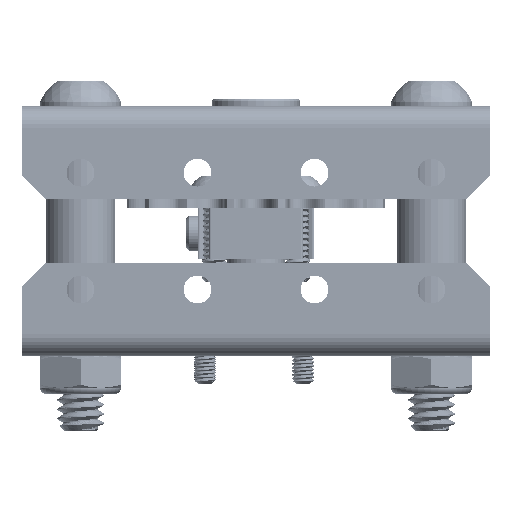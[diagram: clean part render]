
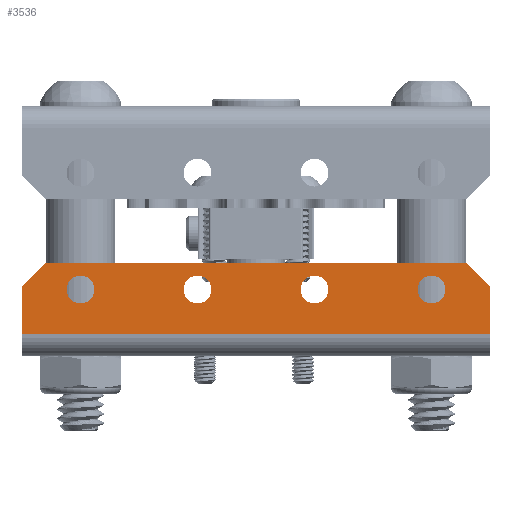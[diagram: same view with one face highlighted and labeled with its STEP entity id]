
A CAD part, front view. The second image highlights one B-rep face of the part: STEP entity #3536.
In plain terms, the highlighted planar face has unit normal (0, -1, 0).
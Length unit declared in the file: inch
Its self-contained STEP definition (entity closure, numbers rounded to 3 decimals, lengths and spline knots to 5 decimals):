
#213 = DIRECTION ( 'NONE',  ( 0., 0., -1. ) ) ;
#549 = ORIENTED_EDGE ( 'NONE', *, *, #25723, .F. ) ;
#919 = AXIS2_PLACEMENT_3D ( 'NONE', #14608, #32806, #17273 ) ;
#1237 = LINE ( 'NONE', #21466, #14861 ) ;
#1870 = DIRECTION ( 'NONE',  ( 0., 0., -1. ) ) ;
#1976 = CIRCLE ( 'NONE', #31332, 0.075 ) ;
#2010 = ORIENTED_EDGE ( 'NONE', *, *, #32114, .F. ) ;
#2107 = VECTOR ( 'NONE', #22648, 39.37008 ) ;
#2289 = ORIENTED_EDGE ( 'NONE', *, *, #7795, .F. ) ;
#2417 = DIRECTION ( 'NONE',  ( 0., -1., 0. ) ) ;
#2485 = EDGE_LOOP ( 'NONE', ( #12026, #549, #3027, #32944, #26068, #2010 ) ) ;
#2784 = FACE_BOUND ( 'NONE', #4206, .T. ) ;
#2857 = AXIS2_PLACEMENT_3D ( 'NONE', #4721, #2417, #1870 ) ;
#2878 = CARTESIAN_POINT ( 'NONE',  ( 2.83465, 0., 0.28484 ) ) ;
#2946 = EDGE_CURVE ( 'NONE', #20651, #26775, #7966, .T. ) ;
#3027 = ORIENTED_EDGE ( 'NONE', *, *, #10098, .F. ) ;
#3353 = CARTESIAN_POINT ( 'NONE',  ( 3.46457, 0., 0.35984 ) ) ;
#3482 = DIRECTION ( 'NONE',  ( 0.707, 0., -0.707 ) ) ;
#3536 = ADVANCED_FACE ( 'NONE', ( #2784, #30176, #23290, #9526, #17268 ), #6304, .F. ) ;
#3792 = CARTESIAN_POINT ( 'NONE',  ( 2.83465, 0., 0.43484 ) ) ;
#3881 = CARTESIAN_POINT ( 'NONE',  ( 1.25984, 0., 0.375 ) ) ;
#3990 = EDGE_CURVE ( 'NONE', #9339, #13669, #5928, .T. ) ;
#4206 = EDGE_LOOP ( 'NONE', ( #6767, #2289 ) ) ;
#4480 = AXIS2_PLACEMENT_3D ( 'NONE', #26747, #31691, #6998 ) ;
#4721 = CARTESIAN_POINT ( 'NONE',  ( 2.20472, 0., 0.35984 ) ) ;
#4781 = CARTESIAN_POINT ( 'NONE',  ( 1.25984, 0., 0.119 ) ) ;
#5071 = EDGE_CURVE ( 'NONE', #28795, #28270, #31770, .T. ) ;
#5881 = DIRECTION ( 'NONE',  ( 0., 0., -1. ) ) ;
#5928 = CIRCLE ( 'NONE', #33409, 0.075 ) ;
#5960 = DIRECTION ( 'NONE',  ( -1., 0., 0. ) ) ;
#6304 = PLANE ( 'NONE',  #4480 ) ;
#6522 = CARTESIAN_POINT ( 'NONE',  ( 3.46457, 0., 0.43484 ) ) ;
#6543 = CIRCLE ( 'NONE', #27447, 0.075 ) ;
#6712 = VERTEX_POINT ( 'NONE', #2878 ) ;
#6767 = ORIENTED_EDGE ( 'NONE', *, *, #2946, .F. ) ;
#6998 = DIRECTION ( 'NONE',  ( 0., 0., -1. ) ) ;
#7186 = CIRCLE ( 'NONE', #23085, 0.075 ) ;
#7557 = DIRECTION ( 'NONE',  ( 0., -1., 0. ) ) ;
#7746 = VERTEX_POINT ( 'NONE', #4781 ) ;
#7795 = EDGE_CURVE ( 'NONE', #26775, #20651, #6543, .T. ) ;
#7800 = DIRECTION ( 'NONE',  ( 0., 0., -1. ) ) ;
#7966 = CIRCLE ( 'NONE', #2857, 0.075 ) ;
#8577 = DIRECTION ( 'NONE',  ( 0., -1., 0. ) ) ;
#9339 = VERTEX_POINT ( 'NONE', #11286 ) ;
#9526 = FACE_BOUND ( 'NONE', #25937, .T. ) ;
#9757 = CARTESIAN_POINT ( 'NONE',  ( 3.65453, 0., 0.5 ) ) ;
#9761 = CARTESIAN_POINT ( 'NONE',  ( 2.96211, 0., 2.07726 ) ) ;
#10098 = EDGE_CURVE ( 'NONE', #7746, #12844, #11281, .T. ) ;
#10151 = CARTESIAN_POINT ( 'NONE',  ( 3.77953, 0., 0.375 ) ) ;
#10350 = CARTESIAN_POINT ( 'NONE',  ( 2.20472, 0., 0.43484 ) ) ;
#10407 = LINE ( 'NONE', #13594, #27778 ) ;
#10647 = EDGE_CURVE ( 'NONE', #10792, #6712, #7186, .T. ) ;
#10792 = VERTEX_POINT ( 'NONE', #3792 ) ;
#10906 = ORIENTED_EDGE ( 'NONE', *, *, #10647, .F. ) ;
#11086 = VECTOR ( 'NONE', #17554, 39.37008 ) ;
#11281 = LINE ( 'NONE', #29143, #22583 ) ;
#11286 = CARTESIAN_POINT ( 'NONE',  ( 1.5748, 0., 0.28484 ) ) ;
#11682 = EDGE_CURVE ( 'NONE', #6712, #10792, #29828, .T. ) ;
#11780 = AXIS2_PLACEMENT_3D ( 'NONE', #31108, #15586, #213 ) ;
#12026 = ORIENTED_EDGE ( 'NONE', *, *, #17576, .T. ) ;
#12346 = DIRECTION ( 'NONE',  ( 0., -1., 0. ) ) ;
#12705 = EDGE_CURVE ( 'NONE', #28270, #7746, #10407, .T. ) ;
#12844 = VERTEX_POINT ( 'NONE', #3881 ) ;
#13398 = VERTEX_POINT ( 'NONE', #6522 ) ;
#13594 = CARTESIAN_POINT ( 'NONE',  ( 5.03937, 0., 0.119 ) ) ;
#13669 = VERTEX_POINT ( 'NONE', #28313 ) ;
#13670 = CARTESIAN_POINT ( 'NONE',  ( 3.46457, 0., 0.35984 ) ) ;
#14608 = CARTESIAN_POINT ( 'NONE',  ( 2.83465, 0., 0.35984 ) ) ;
#14861 = VECTOR ( 'NONE', #3482, 39.37008 ) ;
#15448 = ORIENTED_EDGE ( 'NONE', *, *, #24957, .F. ) ;
#15586 = DIRECTION ( 'NONE',  ( 0., -1., 0. ) ) ;
#15621 = VECTOR ( 'NONE', #5960, 39.37008 ) ;
#16351 = DIRECTION ( 'NONE',  ( 0., 0., -1. ) ) ;
#16556 = EDGE_LOOP ( 'NONE', ( #33213, #15448 ) ) ;
#17216 = VERTEX_POINT ( 'NONE', #9757 ) ;
#17268 = FACE_OUTER_BOUND ( 'NONE', #2485, .T. ) ;
#17273 = DIRECTION ( 'NONE',  ( 0., 0., -1. ) ) ;
#17336 = ORIENTED_EDGE ( 'NONE', *, *, #11682, .F. ) ;
#17554 = DIRECTION ( 'NONE',  ( 0., 0., -1. ) ) ;
#17576 = EDGE_CURVE ( 'NONE', #17216, #21489, #30169, .T. ) ;
#17630 = CARTESIAN_POINT ( 'NONE',  ( 3.77953, 0., 0. ) ) ;
#18913 = DIRECTION ( 'NONE',  ( 0., 0., 1. ) ) ;
#20043 = ORIENTED_EDGE ( 'NONE', *, *, #33327, .F. ) ;
#20111 = VERTEX_POINT ( 'NONE', #25361 ) ;
#20504 = EDGE_LOOP ( 'NONE', ( #20043, #27114 ) ) ;
#20651 = VERTEX_POINT ( 'NONE', #22106 ) ;
#21315 = CARTESIAN_POINT ( 'NONE',  ( 1.5748, 0., 0.35984 ) ) ;
#21335 = DIRECTION ( 'NONE',  ( 0., -1., 0. ) ) ;
#21466 = CARTESIAN_POINT ( 'NONE',  ( 4.59695, 0., -0.44242 ) ) ;
#21489 = VERTEX_POINT ( 'NONE', #25772 ) ;
#21829 = LINE ( 'NONE', #9761, #2107 ) ;
#22106 = CARTESIAN_POINT ( 'NONE',  ( 2.20472, 0., 0.28484 ) ) ;
#22583 = VECTOR ( 'NONE', #18913, 39.37008 ) ;
#22648 = DIRECTION ( 'NONE',  ( 0.707, 0., 0.707 ) ) ;
#23026 = CARTESIAN_POINT ( 'NONE',  ( 2.20472, 0., 0.35984 ) ) ;
#23085 = AXIS2_PLACEMENT_3D ( 'NONE', #24049, #8577, #26629 ) ;
#23290 = FACE_BOUND ( 'NONE', #20504, .T. ) ;
#23994 = CARTESIAN_POINT ( 'NONE',  ( 5.03937, 0., 0.5 ) ) ;
#24036 = DIRECTION ( 'NONE',  ( -1., 0., 0. ) ) ;
#24049 = CARTESIAN_POINT ( 'NONE',  ( 2.83465, 0., 0.35984 ) ) ;
#24058 = CARTESIAN_POINT ( 'NONE',  ( 3.77953, 0., 0.119 ) ) ;
#24957 = EDGE_CURVE ( 'NONE', #13669, #9339, #29533, .T. ) ;
#25294 = AXIS2_PLACEMENT_3D ( 'NONE', #13670, #31863, #16351 ) ;
#25361 = CARTESIAN_POINT ( 'NONE',  ( 3.46457, 0., 0.28484 ) ) ;
#25608 = DIRECTION ( 'NONE',  ( 0., 0., -1. ) ) ;
#25723 = EDGE_CURVE ( 'NONE', #12844, #21489, #21829, .T. ) ;
#25772 = CARTESIAN_POINT ( 'NONE',  ( 1.38484, 0., 0.5 ) ) ;
#25937 = EDGE_LOOP ( 'NONE', ( #17336, #10906 ) ) ;
#26068 = ORIENTED_EDGE ( 'NONE', *, *, #5071, .F. ) ;
#26509 = CIRCLE ( 'NONE', #25294, 0.075 ) ;
#26629 = DIRECTION ( 'NONE',  ( 0., 0., -1. ) ) ;
#26747 = CARTESIAN_POINT ( 'NONE',  ( 5.03937, 0., 0. ) ) ;
#26775 = VERTEX_POINT ( 'NONE', #10350 ) ;
#27114 = ORIENTED_EDGE ( 'NONE', *, *, #29604, .F. ) ;
#27447 = AXIS2_PLACEMENT_3D ( 'NONE', #23026, #7557, #25608 ) ;
#27778 = VECTOR ( 'NONE', #24036, 39.37008 ) ;
#28270 = VERTEX_POINT ( 'NONE', #24058 ) ;
#28313 = CARTESIAN_POINT ( 'NONE',  ( 1.5748, 0., 0.43484 ) ) ;
#28795 = VERTEX_POINT ( 'NONE', #10151 ) ;
#29143 = CARTESIAN_POINT ( 'NONE',  ( 1.25984, 0., 0. ) ) ;
#29533 = CIRCLE ( 'NONE', #11780, 0.075 ) ;
#29604 = EDGE_CURVE ( 'NONE', #13398, #20111, #26509, .T. ) ;
#29828 = CIRCLE ( 'NONE', #919, 0.075 ) ;
#30169 = LINE ( 'NONE', #23994, #15621 ) ;
#30176 = FACE_BOUND ( 'NONE', #16556, .T. ) ;
#31108 = CARTESIAN_POINT ( 'NONE',  ( 1.5748, 0., 0.35984 ) ) ;
#31332 = AXIS2_PLACEMENT_3D ( 'NONE', #3353, #21335, #5881 ) ;
#31691 = DIRECTION ( 'NONE',  ( 0., 1., 0. ) ) ;
#31770 = LINE ( 'NONE', #17630, #11086 ) ;
#31863 = DIRECTION ( 'NONE',  ( 0., -1., 0. ) ) ;
#32114 = EDGE_CURVE ( 'NONE', #17216, #28795, #1237, .T. ) ;
#32806 = DIRECTION ( 'NONE',  ( 0., -1., 0. ) ) ;
#32944 = ORIENTED_EDGE ( 'NONE', *, *, #12705, .F. ) ;
#33213 = ORIENTED_EDGE ( 'NONE', *, *, #3990, .F. ) ;
#33327 = EDGE_CURVE ( 'NONE', #20111, #13398, #1976, .T. ) ;
#33409 = AXIS2_PLACEMENT_3D ( 'NONE', #21315, #12346, #7800 ) ;
